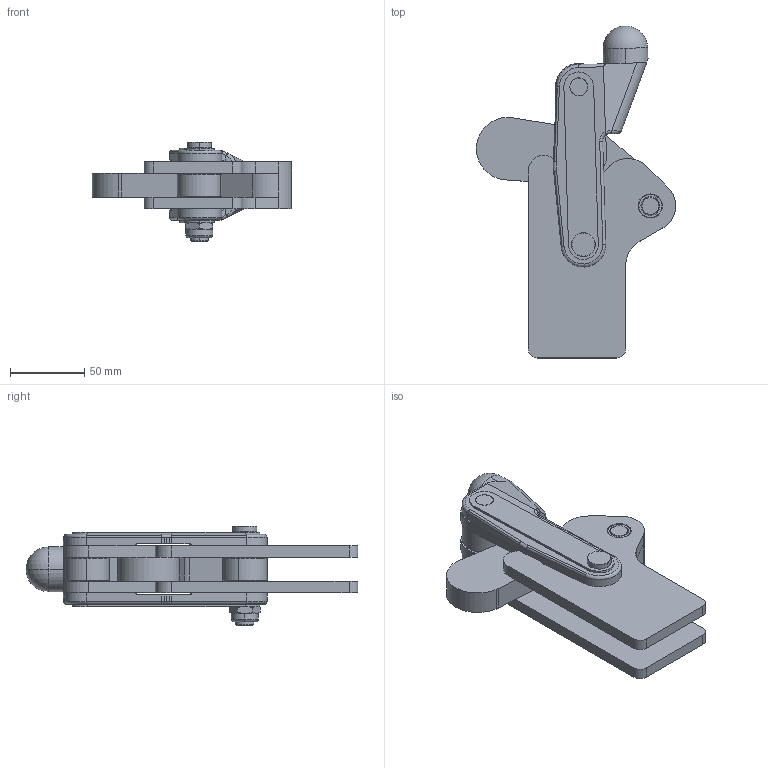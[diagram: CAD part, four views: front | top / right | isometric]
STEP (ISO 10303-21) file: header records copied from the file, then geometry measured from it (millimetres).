
FILE_DESCRIPTION((''),'2;1');
FILE_NAME('606.stp','2005-09-01T12:04:03',('CAD'),(''),'Autodesk Inventor 8','Autodesk Inventor 8','');
FILE_SCHEMA(('AUTOMOTIVE_DESIGN { 1 0 10303 214 1 1 1 1 }'));
Length unit declared in the file: millimetre
Products named in the file (1): Part66
Bounding box: 133.81 x 222.86 x 67 mm (x, y, z)
Volume: 411440.5 mm3; surface area: 92678.5 mm2
Topology: 10 solids, 10 shells, 2218 faces, 6115 edges, 4028 vertices
Faces by surface type: plane 1510, cylinder 578, cone 114, bspline 12, torus 2, sphere 2
Entity records: 71081 total; most frequent: CARTESIAN_POINT 17699, ORIENTED_EDGE 12226, DIRECTION 10490, EDGE_CURVE 6113, VERTEX_POINT 4028, AXIS2_PLACEMENT_3D 3813, VECTOR 2864, LINE 2864
